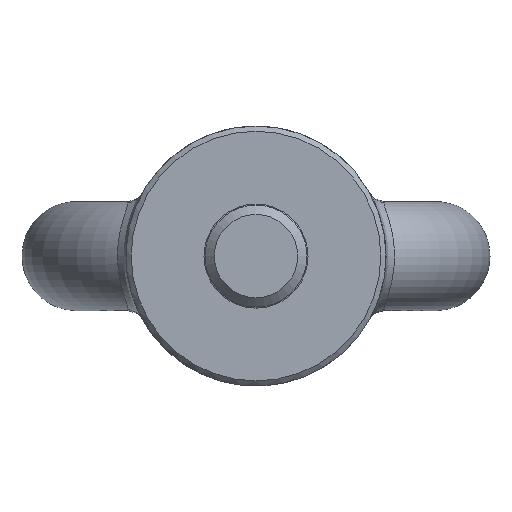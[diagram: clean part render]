
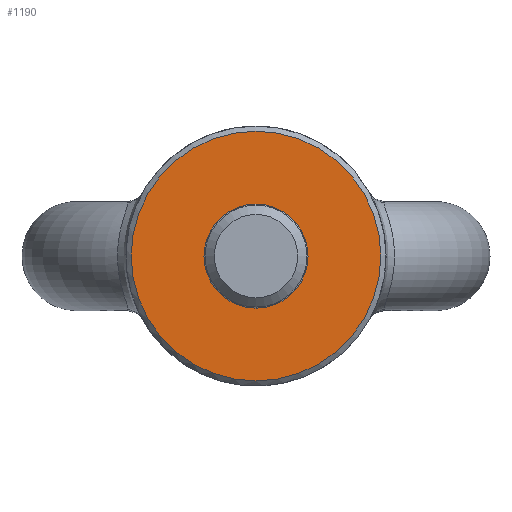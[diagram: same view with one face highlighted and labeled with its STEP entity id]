
A CAD part, front view. The second image highlights one B-rep face of the part: STEP entity #1190.
In plain terms, the highlighted planar face has unit normal (0, -1, 0).
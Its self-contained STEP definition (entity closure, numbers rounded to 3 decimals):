
#3 = EDGE_LOOP ( 'NONE', ( #851 ) ) ;
#54 = VERTEX_POINT ( 'NONE', #510 ) ;
#203 = DIRECTION ( 'NONE',  ( 0., 0., 1. ) ) ;
#237 = DIRECTION ( 'NONE',  ( 0., 0., -1. ) ) ;
#271 = EDGE_CURVE ( 'NONE', #54, #54, #1859, .T. ) ;
#339 = CARTESIAN_POINT ( 'NONE',  ( 0., -23., 0. ) ) ;
#354 = CARTESIAN_POINT ( 'NONE',  ( 0., -23., 12. ) ) ;
#483 = ORIENTED_EDGE ( 'NONE', *, *, #529, .T. ) ;
#510 = CARTESIAN_POINT ( 'NONE',  ( 0., -23., -4. ) ) ;
#529 = EDGE_CURVE ( 'NONE', #768, #768, #1499, .T. ) ;
#559 = DIRECTION ( 'NONE',  ( 0., -1., 0. ) ) ;
#705 = EDGE_LOOP ( 'NONE', ( #483 ) ) ;
#768 = VERTEX_POINT ( 'NONE', #354 ) ;
#851 = ORIENTED_EDGE ( 'NONE', *, *, #271, .F. ) ;
#1041 = PLANE ( 'NONE',  #1335 ) ;
#1190 = ADVANCED_FACE ( 'NONE', ( #1342, #1193 ), #1041, .F. ) ;
#1193 = FACE_BOUND ( 'NONE', #3, .T. ) ;
#1198 = AXIS2_PLACEMENT_3D ( 'NONE', #1423, #559, #237 ) ;
#1335 = AXIS2_PLACEMENT_3D ( 'NONE', #339, #1722, #203 ) ;
#1342 = FACE_OUTER_BOUND ( 'NONE', #705, .T. ) ;
#1423 = CARTESIAN_POINT ( 'NONE',  ( 0., -23., 0. ) ) ;
#1499 = CIRCLE ( 'NONE', #1763, 12. ) ;
#1668 = DIRECTION ( 'NONE',  ( 0., 0., 1. ) ) ;
#1674 = DIRECTION ( 'NONE',  ( 0., -1., 0. ) ) ;
#1678 = CARTESIAN_POINT ( 'NONE',  ( 0., -23., 0. ) ) ;
#1722 = DIRECTION ( 'NONE',  ( 0., 1., 0. ) ) ;
#1763 = AXIS2_PLACEMENT_3D ( 'NONE', #1678, #1674, #1668 ) ;
#1859 = CIRCLE ( 'NONE', #1198, 4. ) ;
